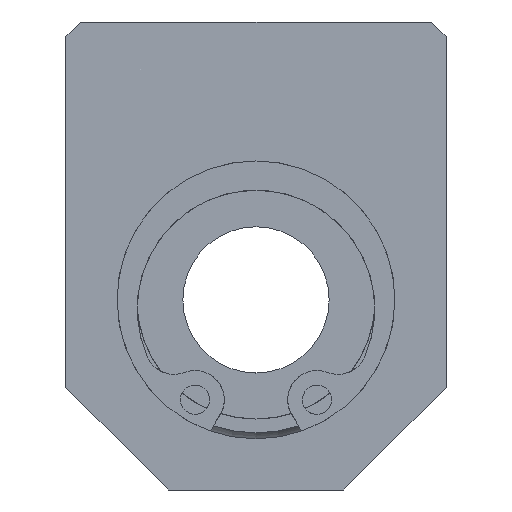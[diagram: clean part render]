
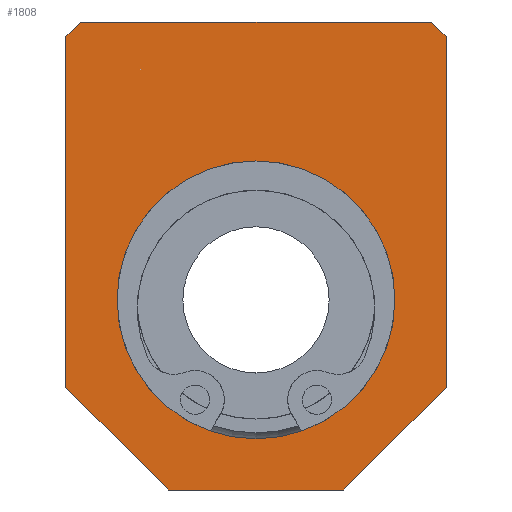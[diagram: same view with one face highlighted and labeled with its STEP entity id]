
A CAD part, left-side view. The second image highlights one B-rep face of the part: STEP entity #1808.
In plain terms, the highlighted planar face has unit normal (-1, 0, 0).
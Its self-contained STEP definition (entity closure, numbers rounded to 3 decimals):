
#1710=CARTESIAN_POINT('',(0.0,-12.,19.0));
#1711=VERTEX_POINT('',#1710);
#1718=CARTESIAN_POINT('',(0.0,-13.,18.0));
#1719=VERTEX_POINT('',#1718);
#1720=CARTESIAN_POINT('',(0.0,-12.,19.0));
#1721=DIRECTION('',(0.0,-0.707,-0.707));
#1722=VECTOR('',#1721,1.414);
#1723=LINE('',#1720,#1722);
#1724=EDGE_CURVE('',#1711,#1719,#1723,.T.);
#1735=CARTESIAN_POINT('',(0.0,0.,3.));
#1736=DIRECTION('',(1.0,0.0,0.0));
#1737=DIRECTION('',(0.0,0.0,-1.0));
#1738=AXIS2_PLACEMENT_3D('',#1735,#1736,#1737);
#1739=PLANE('',#1738);
#1740=ORIENTED_EDGE('',*,*,#1724,.F.);
#1741=CARTESIAN_POINT('',(0.0,12.,19.0));
#1742=VERTEX_POINT('',#1741);
#1743=CARTESIAN_POINT('',(0.0,-12.,19.0));
#1744=DIRECTION('',(0.0,1.0,0.0));
#1745=VECTOR('',#1744,24.);
#1746=LINE('',#1743,#1745);
#1747=EDGE_CURVE('',#1711,#1742,#1746,.T.);
#1748=ORIENTED_EDGE('',*,*,#1747,.T.);
#1749=CARTESIAN_POINT('',(0.0,13.,18.0));
#1750=VERTEX_POINT('',#1749);
#1751=CARTESIAN_POINT('',(0.0,13.,18.0));
#1752=DIRECTION('',(0.0,-0.707,0.707));
#1753=VECTOR('',#1752,1.414);
#1754=LINE('',#1751,#1753);
#1755=EDGE_CURVE('',#1750,#1742,#1754,.T.);
#1756=ORIENTED_EDGE('',*,*,#1755,.F.);
#1757=CARTESIAN_POINT('',(0.0,13.0,-6.));
#1758=VERTEX_POINT('',#1757);
#1759=CARTESIAN_POINT('',(0.0,13.,18.0));
#1760=DIRECTION('',(0.0,0.0,-1.0));
#1761=VECTOR('',#1760,24.);
#1762=LINE('',#1759,#1761);
#1763=EDGE_CURVE('',#1750,#1758,#1762,.T.);
#1764=ORIENTED_EDGE('',*,*,#1763,.T.);
#1765=CARTESIAN_POINT('',(0.0,6.,-13.));
#1766=VERTEX_POINT('',#1765);
#1767=CARTESIAN_POINT('',(0.0,6.,-13.));
#1768=DIRECTION('',(0.0,0.707,0.707));
#1769=VECTOR('',#1768,9.899);
#1770=LINE('',#1767,#1769);
#1771=EDGE_CURVE('',#1766,#1758,#1770,.T.);
#1772=ORIENTED_EDGE('',*,*,#1771,.F.);
#1773=CARTESIAN_POINT('',(0.0,-6.,-13.));
#1774=VERTEX_POINT('',#1773);
#1775=CARTESIAN_POINT('',(0.0,6.,-13.));
#1776=DIRECTION('',(0.0,-1.0,0.0));
#1777=VECTOR('',#1776,12.);
#1778=LINE('',#1775,#1777);
#1779=EDGE_CURVE('',#1766,#1774,#1778,.T.);
#1780=ORIENTED_EDGE('',*,*,#1779,.T.);
#1781=CARTESIAN_POINT('',(0.0,-13.0,-6.));
#1782=VERTEX_POINT('',#1781);
#1783=CARTESIAN_POINT('',(0.0,-13.0,-6.));
#1784=DIRECTION('',(0.0,0.707,-0.707));
#1785=VECTOR('',#1784,9.899);
#1786=LINE('',#1783,#1785);
#1787=EDGE_CURVE('',#1782,#1774,#1786,.T.);
#1788=ORIENTED_EDGE('',*,*,#1787,.F.);
#1789=CARTESIAN_POINT('',(0.0,-13.0,-6.));
#1790=DIRECTION('',(0.0,0.0,1.0));
#1791=VECTOR('',#1790,24.);
#1792=LINE('',#1789,#1791);
#1793=EDGE_CURVE('',#1782,#1719,#1792,.T.);
#1794=ORIENTED_EDGE('',*,*,#1793,.T.);
#1795=EDGE_LOOP('',(#1740,#1748,#1756,#1764,#1772,#1780,#1788,#1794));
#1796=FACE_OUTER_BOUND('',#1795,.T.);
#1797=CARTESIAN_POINT('',(0.0,9.5,0.));
#1798=VERTEX_POINT('',#1797);
#1799=CARTESIAN_POINT('',(0.0,0.0,0.0));
#1800=DIRECTION('',(1.0,0.0,0.0));
#1801=DIRECTION('',(0.0,-1.0,0.0));
#1802=AXIS2_PLACEMENT_3D('',#1799,#1800,#1801);
#1803=CIRCLE('',#1802,9.5);
#1804=EDGE_CURVE('',#1798,#1798,#1803,.T.);
#1805=ORIENTED_EDGE('',*,*,#1804,.T.);
#1806=EDGE_LOOP('',(#1805));
#1807=FACE_BOUND('',#1806,.T.);
#1808=ADVANCED_FACE('',(#1796,#1807),#1739,.F.);
